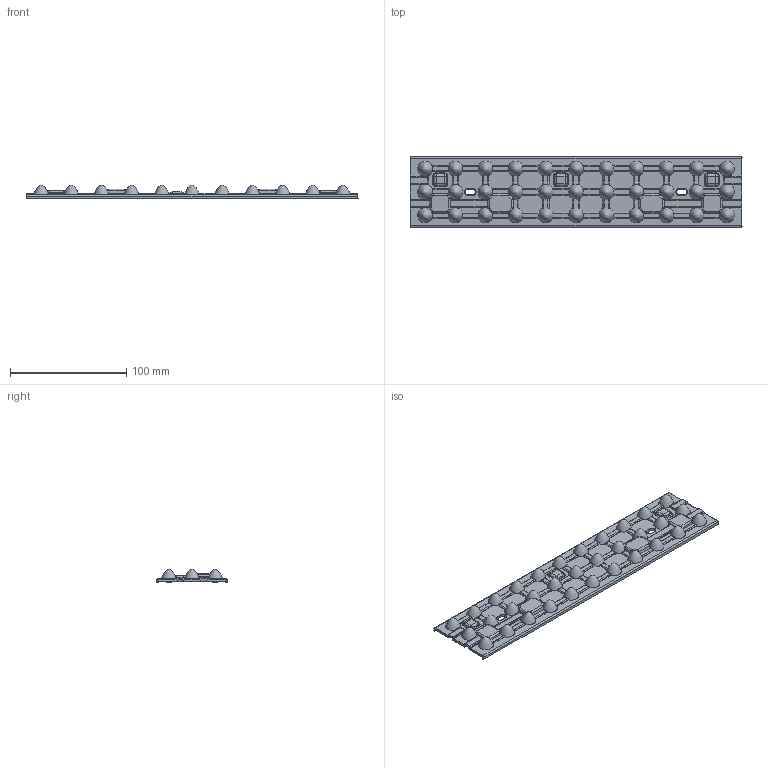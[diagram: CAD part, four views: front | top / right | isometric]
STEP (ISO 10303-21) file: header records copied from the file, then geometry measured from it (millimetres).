
FILE_DESCRIPTION (( 'STEP AP214' ), '1' );
FILE_NAME ('12959_Rev-2_NB_SBoard_Customer.STEP', '2017-02-09T08:15:54', ( '' ), ( '' ), 'SwSTEP 2.0', 'SolidWorks 2014', '' );
FILE_SCHEMA (( 'AUTOMOTIVE_DESIGN' ));
Length unit declared in the file: millimetre
Products named in the file (1): 12959_Rev-2_NB_SBoard_Customer
Bounding box: 286 x 61 x 11.6 mm (x, y, z)
Volume: 51958.3 mm3; surface area: 45045.2 mm2
Topology: 1 solids, 1 shells, 2262 faces, 6282 edges, 4011 vertices
Faces by surface type: plane 1103, cylinder 580, bspline 455, sphere 84, cone 30, torus 10
Entity records: 100538 total; most frequent: CARTESIAN_POINT 51733, ORIENTED_EDGE 12416, DIRECTION 6793, EDGE_CURVE 6208, VERTEX_POINT 4011, B_SPLINE_CURVE_WITH_KNOTS 3319, AXIS2_PLACEMENT_3D 2448, EDGE_LOOP 2361
